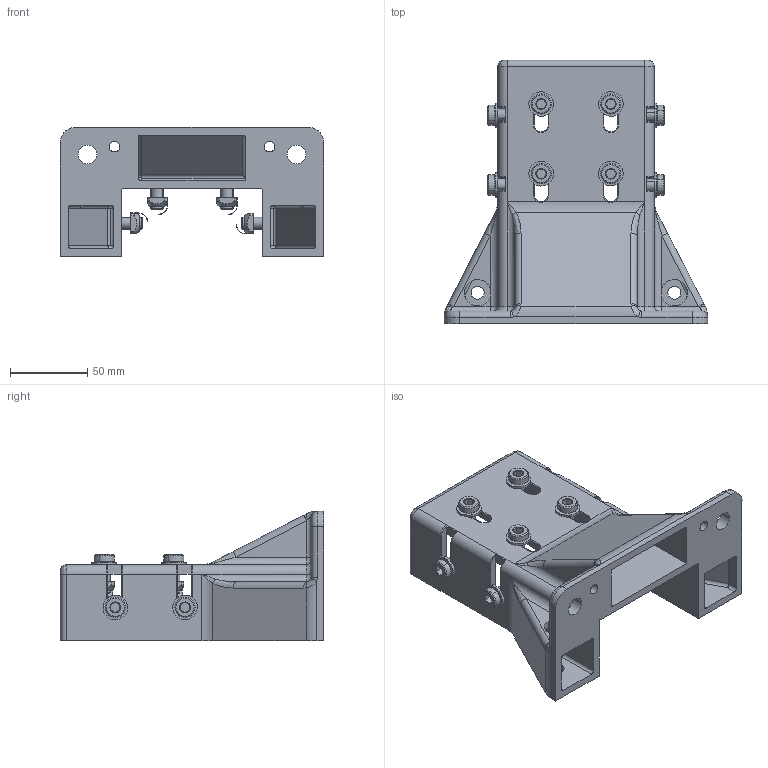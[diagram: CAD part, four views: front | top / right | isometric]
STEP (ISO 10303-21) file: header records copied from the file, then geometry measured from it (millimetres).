
FILE_DESCRIPTION (( 'STEP AP203' ), '1' );
FILE_NAME ('33-45903S-1.STEP', '2022-02-08T20:25:33', ( '' ), ( '' ), 'SwSTEP 2.0', 'SolidWorks 2021', '' );
FILE_SCHEMA (( 'CONFIG_CONTROL_DESIGN' ));
Length unit declared in the file: millimetre
Products named in the file (5): STANDARD WASHER_M8SMW-0; 33-45903S-1; SQUARE NUT POS FIX_M8S-PF; M8 LOW-HEAD SOCKET CAP SCREW_M8X20LHSCS-0; 33-45903S-0
Assembly tree (25 placements, depth 2):
  33-45903S-1
    33-45903S-0
    STANDARD WASHER_M8SMW-0  x8
    M8 LOW-HEAD SOCKET CAP SCREW_M8X20LHSCS-0  x8
    SQUARE NUT POS FIX_M8S-PF  x8
Bounding box: 170 x 170 x 83.5 mm (x, y, z)
Volume: 286205.1 mm3; surface area: 122043.3 mm2
Topology: 25 solids, 25 shells, 716 faces, 1768 edges, 1093 vertices
Faces by surface type: plane 265, cylinder 220, cone 152, torus 44, bspline 24, sphere 11
Entity records: 12077 total; most frequent: CARTESIAN_POINT 3579, DIRECTION 1641, ORIENTED_EDGE 1534, EDGE_CURVE 767, AXIS2_PLACEMENT_3D 652, VERTEX_POINT 463, CIRCLE 345, VECTOR 337
